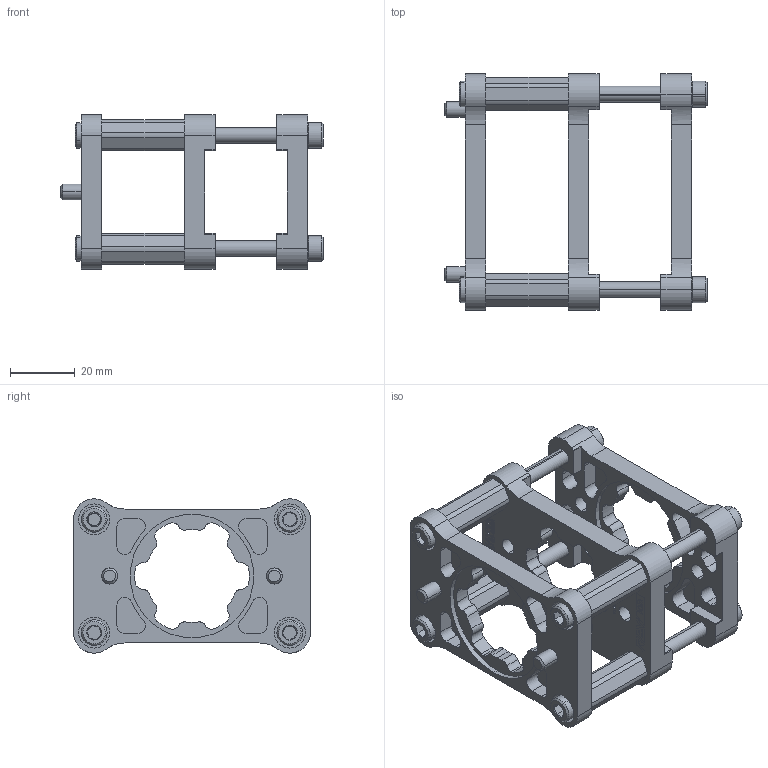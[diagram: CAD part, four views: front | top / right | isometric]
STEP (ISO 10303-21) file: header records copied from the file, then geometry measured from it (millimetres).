
FILE_DESCRIPTION (( 'STEP AP214' ), '1' );
FILE_NAME ('REV-21-3662 - 4 Post.STEP', '2025-11-25T15:24:55', ( '' ), ( '' ), 'SwSTEP 2.0', 'SolidWorks 2022', '' );
FILE_SCHEMA (( 'AUTOMOTIVE_DESIGN' ));
Length unit declared in the file: millimetre
Products named in the file (8): #10 Socket Head Cap Screws_1.875in Long; #10 Button Head Cap Screws_0.375 Long; REV-21-3662_P01; #10 Socket Head Cap Screws_0.500in Long; REV-21-3662 - 4 Post; #10 Socket Head Cap Screws_2.750in Long; #10 Threaded Standoffs_01.000in Long; REV-21-3663_P01
Assembly tree (18 placements, depth 2):
  REV-21-3662 - 4 Post
    REV-21-3662_P01  x2
    REV-21-3663_P01
    #10 Socket Head Cap Screws_1.875in Long  x4
    #10 Threaded Standoffs_01.000in Long  x4
    #10 Socket Head Cap Screws_0.500in Long  x4
    #10 Button Head Cap Screws_0.375 Long  x2
    #10 Socket Head Cap Screws_2.750in Long
Bounding box: 81.03 x 73 x 47.6 mm (x, y, z)
Volume: 49957.6 mm3; surface area: 38860.4 mm2
Topology: 18 solids, 18 shells, 2456 faces, 6442 edges, 4224 vertices
Faces by surface type: plane 1559, cylinder 401, bspline 362, cone 130, sphere 4
Entity records: 69982 total; most frequent: CARTESIAN_POINT 26799, ORIENTED_EDGE 8034, DIRECTION 6617, EDGE_CURVE 4017, LINE 2975, VECTOR 2975, VERTEX_POINT 2653, AXIS2_PLACEMENT_3D 1821
